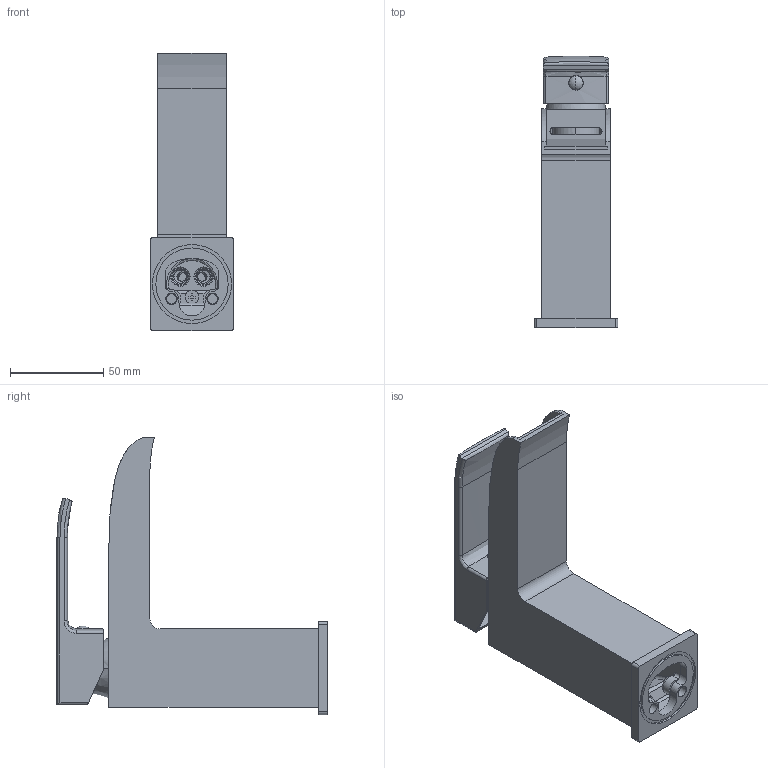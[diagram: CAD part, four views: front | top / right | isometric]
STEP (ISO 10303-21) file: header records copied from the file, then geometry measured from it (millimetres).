
FILE_DESCRIPTION((''),'2;1');
FILE_NAME('LES061CR','2021-11-02T13:39:42',('ut3'),('PAFFONI SpA'),'CREO PARAMETRIC BY PTC INC, 2020044','CREO PARAMETRIC BY PTC INC, 2020044','');
FILE_SCHEMA(('CONFIG_CONTROL_DESIGN','SHAPE_APPEARANCE_LAYERS_GROUPS'));
Products named in the file (1): LES061CR
Bounding box: 45 x 145.68 x 148.97 mm (x, y, z)
Volume: 151179.3 mm3; surface area: 91767.4 mm2
Topology: 1 solids, 3 shells, 1145 faces, 2907 edges, 1728 vertices
Faces by surface type: cylinder 435, plane 337, torus 106, bspline 105, sphere 84, cone 76, extrusion 2
Entity records: 53103 total; most frequent: CARTESIAN_POINT 18407, ORIENTED_EDGE 5684, DIRECTION 5512, EDGE_CURVE 2842, AXIS2_PLACEMENT_3D 2192, VERTEX_POINT 1728, EDGE_LOOP 1228, CIRCLE 1154
